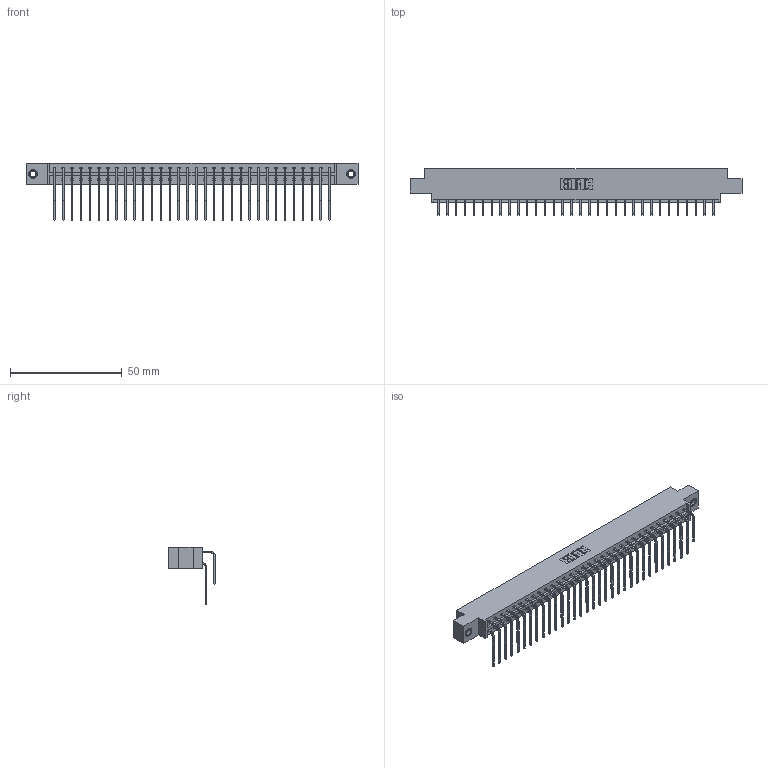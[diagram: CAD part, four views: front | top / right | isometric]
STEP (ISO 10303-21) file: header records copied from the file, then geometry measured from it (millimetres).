
FILE_DESCRIPTION (( 'STEP AP203' ), '1' );
FILE_NAME ('333-064-559-807.STEP', '2018-08-04T10:38:41', ( '' ), ( '' ), 'SwSTEP 2.0', 'SolidWorks 2016', '' );
FILE_SCHEMA (( 'CONFIG_CONTROL_DESIGN' ));
Length unit declared in the file: inch
Products named in the file (5): 345-292-001_559 Tail - 2; 345-250-001_345-250-005-103; 333-064-559-807; 333 Part_Offset - .156 Dia - TI; 345-292-001_558 559 Tail - 1
Assembly tree (67 placements, depth 2):
  333-064-559-807
    333 Part_Offset - .156 Dia - TI
    345-292-001_558 559 Tail - 1  x32
    345-292-001_559 Tail - 2  x32
    345-250-001_345-250-005-103  x2
Bounding box: 148.34 x 20.9 x 25.53 mm (x, y, z)
Volume: 15178.6 mm3; surface area: 19931.4 mm2
Topology: 67 solids, 67 shells, 3634 faces, 10763 edges, 7082 vertices
Faces by surface type: plane 2538, cylinder 1080, cone 12, torus 4
Entity records: 24982 total; most frequent: CARTESIAN_POINT 4188, ORIENTED_EDGE 4066, DIRECTION 3607, EDGE_CURVE 2033, VECTOR 1845, LINE 1845, VERTEX_POINT 1348, AXIS2_PLACEMENT_3D 881
